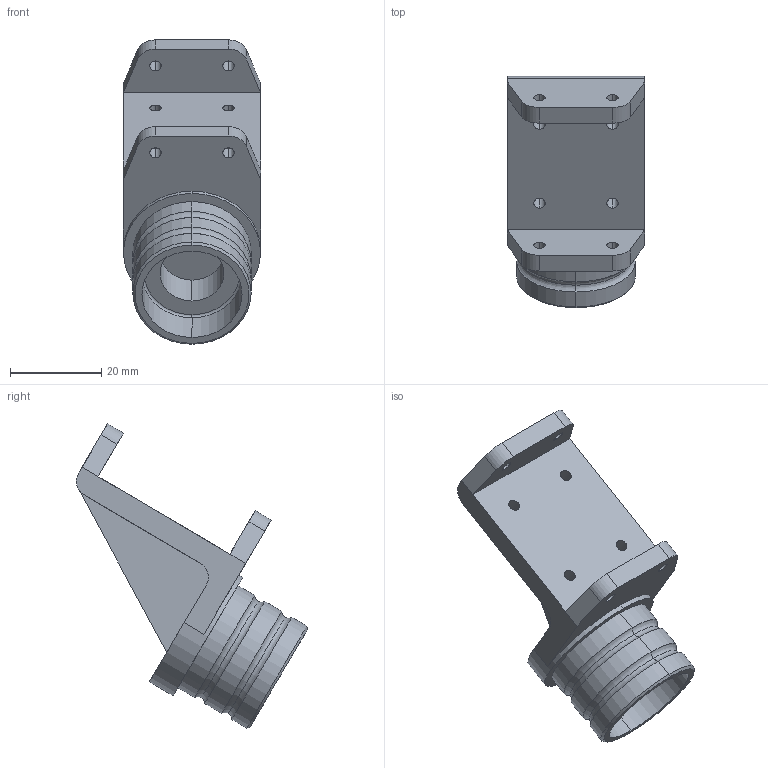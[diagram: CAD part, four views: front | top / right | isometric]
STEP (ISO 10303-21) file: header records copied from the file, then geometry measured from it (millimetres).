
FILE_DESCRIPTION (( 'STEP AP214' ), '1' );
FILE_NAME ('J3_Mount_Combined.STEP', '2023-11-06T03:33:59', ( '' ), ( '' ), 'SwSTEP 2.0', 'SolidWorks 2022', '' );
FILE_SCHEMA (( 'AUTOMOTIVE_DESIGN' ));
Length unit declared in the file: millimetre
Products named in the file (1): J3_Mount_Combined
Bounding box: 30 x 50.58 x 66.58 mm (x, y, z)
Volume: 19979.2 mm3; surface area: 9451.6 mm2
Topology: 1 solids, 1 shells, 70 faces, 175 edges, 110 vertices
Faces by surface type: cylinder 35, plane 23, torus 10, cone 2
Entity records: 2177 total; most frequent: DIRECTION 409, CARTESIAN_POINT 356, ORIENTED_EDGE 350, EDGE_CURVE 175, AXIS2_PLACEMENT_3D 163, VERTEX_POINT 110, CIRCLE 92, EDGE_LOOP 89
